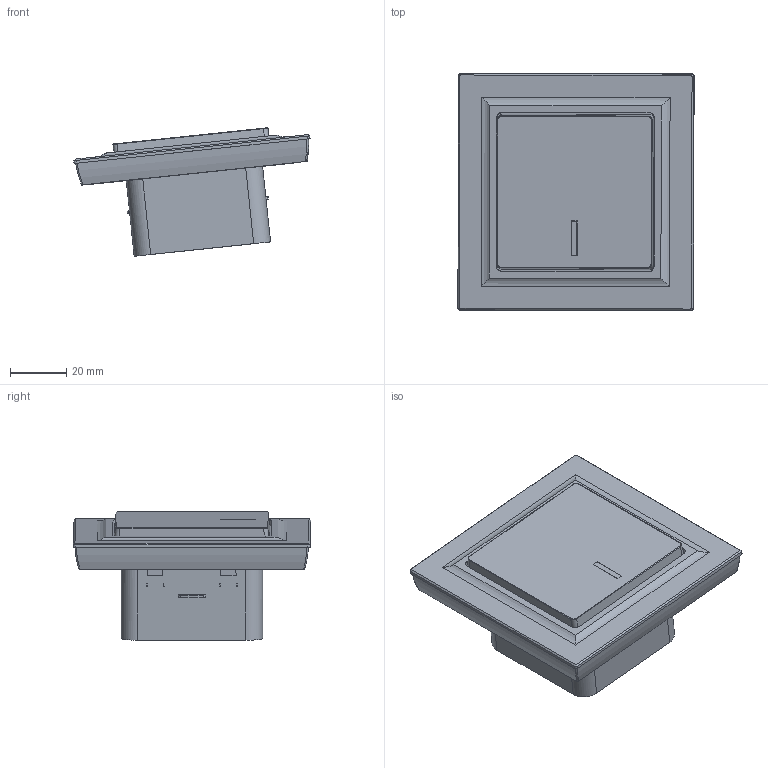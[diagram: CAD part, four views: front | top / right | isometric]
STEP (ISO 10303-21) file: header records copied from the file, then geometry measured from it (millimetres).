
FILE_DESCRIPTION (( 'STEP AP214' ), '1' );
FILE_NAME ('BRITE Âûêëþ÷. 1-êë. ñ èíä..STEP', '2025-03-31T11:46:48', ( '' ), ( '' ), 'SwSTEP 2.0', 'SolidWorks 2022', '' );
FILE_SCHEMA (( 'AUTOMOTIVE_DESIGN' ));
Length unit declared in the file: millimetre
Products named in the file (1): BRITE Выключ. 1-кл. с инд.
Bounding box: 83.92 x 84.33 x 45.63 mm (x, y, z)
Volume: 141770.1 mm3; surface area: 23801.6 mm2
Topology: 1 solids, 6 shells, 429 faces, 1124 edges, 736 vertices
Faces by surface type: plane 263, cylinder 142, bspline 20, cone 4
Entity records: 13946 total; most frequent: CARTESIAN_POINT 3390, ORIENTED_EDGE 2248, DIRECTION 2092, EDGE_CURVE 1124, VECTOR 792, LINE 792, VERTEX_POINT 736, AXIS2_PLACEMENT_3D 650
